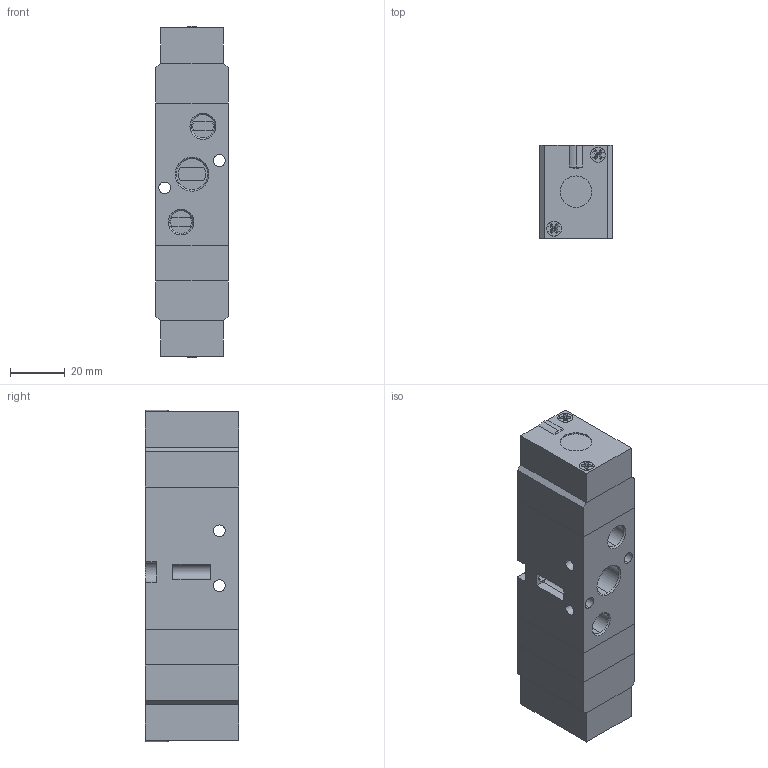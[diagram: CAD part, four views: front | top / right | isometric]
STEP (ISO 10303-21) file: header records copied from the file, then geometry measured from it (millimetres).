
FILE_DESCRIPTION (( 'STEP AP214' ), '1' );
FILE_NAME ('SFP4503.STEP', '2019-09-17T08:08:02', ( 'yrd2' ), ( 'Hewlett-Packard Company' ), 'SwSTEP 2.0', 'SolidWorks 2008', '' );
FILE_SCHEMA (( 'AUTOMOTIVE_DESIGN' ));
Length unit declared in the file: millimetre
Products named in the file (5): SFP4000 Body_ル遽; SFP4000 Block Guide_ル遽; SFP4000 Pilot_ル遽; SFP4000 Semi(Zn)_ル遽; SFP4503
Assembly tree (6 placements, depth 2):
  SFP4503
    SFP4000 Body_ル遽
    SFP4000 Block Guide_ル遽
    SFP4000 Pilot_ル遽  x2
    SFP4000 Semi(Zn)_ル遽  x2
Bounding box: 26.5 x 34 x 121 mm (x, y, z)
Volume: 96502 mm3; surface area: 28940.7 mm2
Topology: 6 solids, 6 shells, 215 faces, 515 edges, 336 vertices
Faces by surface type: plane 136, cylinder 63, cone 14, torus 2
Entity records: 4573 total; most frequent: DIRECTION 793, CARTESIAN_POINT 757, ORIENTED_EDGE 720, EDGE_CURVE 360, AXIS2_PLACEMENT_3D 272, LINE 249, VECTOR 249, VERTEX_POINT 236
